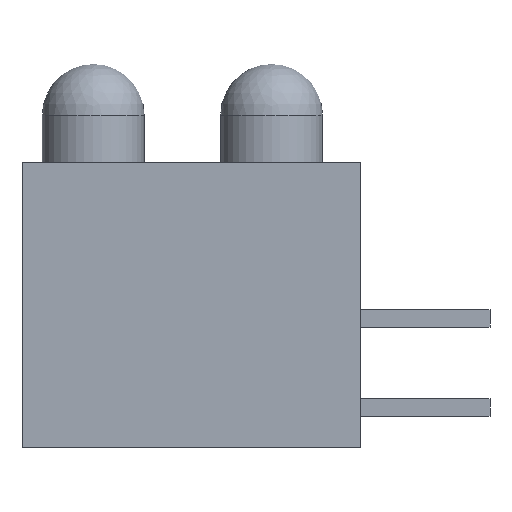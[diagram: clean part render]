
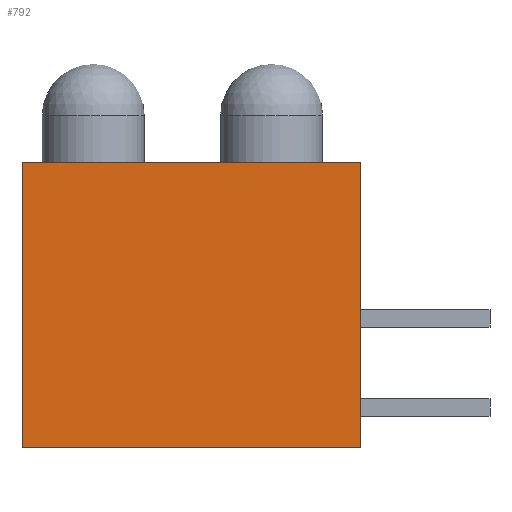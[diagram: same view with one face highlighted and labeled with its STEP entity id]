
A CAD part, left-side view. The second image highlights one B-rep face of the part: STEP entity #792.
In plain terms, the highlighted planar face has unit normal (-1, 0, 0).
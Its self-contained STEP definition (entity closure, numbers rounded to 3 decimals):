
#21=PLANE('',#855);
#62=FACE_OUTER_BOUND('',#105,.T.);
#105=EDGE_LOOP('',(#542,#543,#544,#545));
#153=LINE('',#1121,#251);
#154=LINE('',#1123,#252);
#155=LINE('',#1125,#253);
#156=LINE('',#1126,#254);
#251=VECTOR('',#922,1.);
#252=VECTOR('',#923,1.);
#253=VECTOR('',#924,1.);
#254=VECTOR('',#925,1.);
#360=VERTEX_POINT('',#1119);
#361=VERTEX_POINT('',#1120);
#362=VERTEX_POINT('',#1122);
#363=VERTEX_POINT('',#1124);
#433=EDGE_CURVE('',#360,#361,#153,.T.);
#434=EDGE_CURVE('',#361,#362,#154,.T.);
#435=EDGE_CURVE('',#362,#363,#155,.T.);
#436=EDGE_CURVE('',#363,#360,#156,.T.);
#542=ORIENTED_EDGE('',*,*,#433,.T.);
#543=ORIENTED_EDGE('',*,*,#434,.T.);
#544=ORIENTED_EDGE('',*,*,#435,.T.);
#545=ORIENTED_EDGE('',*,*,#436,.T.);
#792=ADVANCED_FACE('',(#62),#21,.T.);
#855=AXIS2_PLACEMENT_3D('',#1118,#920,#921);
#920=DIRECTION('center_axis',(-1.,0.,0.));
#921=DIRECTION('ref_axis',(0.,0.,1.));
#922=DIRECTION('',(0.,1.,0.));
#923=DIRECTION('',(0.,0.,-1.));
#924=DIRECTION('',(0.,-1.,0.));
#925=DIRECTION('',(0.,0.,1.));
#1118=CARTESIAN_POINT('Origin',(0.,9.65,0.));
#1119=CARTESIAN_POINT('',(0.,0.,8.13));
#1120=CARTESIAN_POINT('',(0.,9.65,8.13));
#1121=CARTESIAN_POINT('',(0.,9.65,8.13));
#1122=CARTESIAN_POINT('',(0.,9.65,0.));
#1123=CARTESIAN_POINT('',(0.,9.65,0.));
#1124=CARTESIAN_POINT('',(0.,0.,0.));
#1125=CARTESIAN_POINT('',(0.,9.65,0.));
#1126=CARTESIAN_POINT('',(0.,0.,0.));
